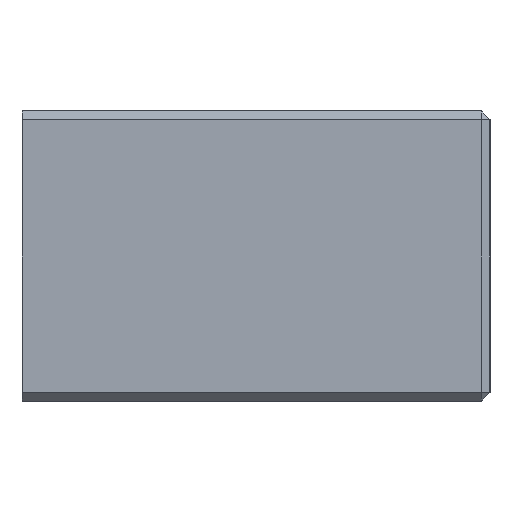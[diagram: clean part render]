
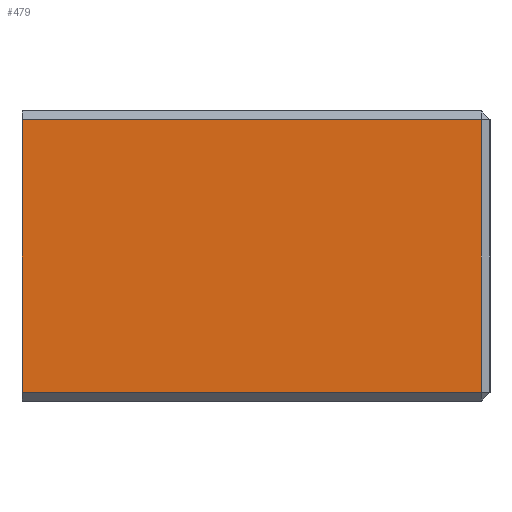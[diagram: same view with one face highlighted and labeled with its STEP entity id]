
A CAD part, left-side view. The second image highlights one B-rep face of the part: STEP entity #479.
In plain terms, the highlighted planar face has unit normal (-1, 0, 0).
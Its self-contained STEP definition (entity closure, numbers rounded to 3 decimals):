
#18 = CARTESIAN_POINT ( 'NONE',  ( -15.3, 15.8, 4.6 ) ) ;
#41 = PLANE ( 'NONE',  #574 ) ;
#67 = DIRECTION ( 'NONE',  ( 0., 1., 0. ) ) ;
#73 = EDGE_CURVE ( 'NONE', #275, #503, #612, .T. ) ;
#102 = LINE ( 'NONE', #659, #485 ) ;
#155 = DIRECTION ( 'NONE',  ( 0., -1., 0. ) ) ;
#165 = EDGE_CURVE ( 'NONE', #202, #275, #415, .T. ) ;
#187 = VECTOR ( 'NONE', #619, 1000. ) ;
#197 = VECTOR ( 'NONE', #261, 1000. ) ;
#202 = VERTEX_POINT ( 'NONE', #361 ) ;
#205 = DIRECTION ( 'NONE',  ( 0., 0., 1. ) ) ;
#209 = CARTESIAN_POINT ( 'NONE',  ( -15.3, 15.8, -4.6 ) ) ;
#259 = LINE ( 'NONE', #315, #197 ) ;
#261 = DIRECTION ( 'NONE',  ( 0., 0., 1. ) ) ;
#275 = VERTEX_POINT ( 'NONE', #645 ) ;
#286 = ORIENTED_EDGE ( 'NONE', *, *, #73, .T. ) ;
#315 = CARTESIAN_POINT ( 'NONE',  ( -15.3, 0.3, 0. ) ) ;
#317 = ORIENTED_EDGE ( 'NONE', *, *, #480, .T. ) ;
#341 = ORIENTED_EDGE ( 'NONE', *, *, #404, .T. ) ;
#348 = EDGE_LOOP ( 'NONE', ( #286, #317, #341, #630 ) ) ;
#361 = CARTESIAN_POINT ( 'NONE',  ( -15.3, 0.3, 4.6 ) ) ;
#382 = CARTESIAN_POINT ( 'NONE',  ( -15.3, 0.3, -4.6 ) ) ;
#404 = EDGE_CURVE ( 'NONE', #457, #202, #259, .T. ) ;
#415 = LINE ( 'NONE', #18, #527 ) ;
#457 = VERTEX_POINT ( 'NONE', #382 ) ;
#458 = CARTESIAN_POINT ( 'NONE',  ( -15.3, 15.8, 0. ) ) ;
#479 = ADVANCED_FACE ( 'NONE', ( #683 ), #41, .F. ) ;
#480 = EDGE_CURVE ( 'NONE', #503, #457, #102, .T. ) ;
#485 = VECTOR ( 'NONE', #155, 1000. ) ;
#490 = CARTESIAN_POINT ( 'NONE',  ( -15.3, 15.8, 0. ) ) ;
#503 = VERTEX_POINT ( 'NONE', #209 ) ;
#527 = VECTOR ( 'NONE', #67, 1000. ) ;
#550 = DIRECTION ( 'NONE',  ( 1., 0., 0. ) ) ;
#574 = AXIS2_PLACEMENT_3D ( 'NONE', #490, #550, #205 ) ;
#612 = LINE ( 'NONE', #458, #187 ) ;
#619 = DIRECTION ( 'NONE',  ( 0., 0., -1. ) ) ;
#630 = ORIENTED_EDGE ( 'NONE', *, *, #165, .T. ) ;
#645 = CARTESIAN_POINT ( 'NONE',  ( -15.3, 15.8, 4.6 ) ) ;
#659 = CARTESIAN_POINT ( 'NONE',  ( -15.3, 15.8, -4.6 ) ) ;
#683 = FACE_OUTER_BOUND ( 'NONE', #348, .T. ) ;
